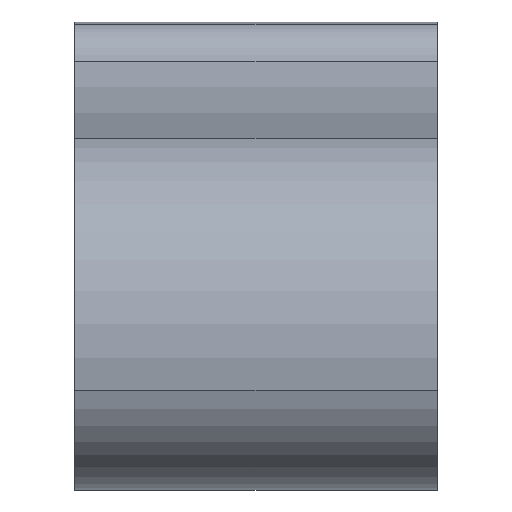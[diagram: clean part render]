
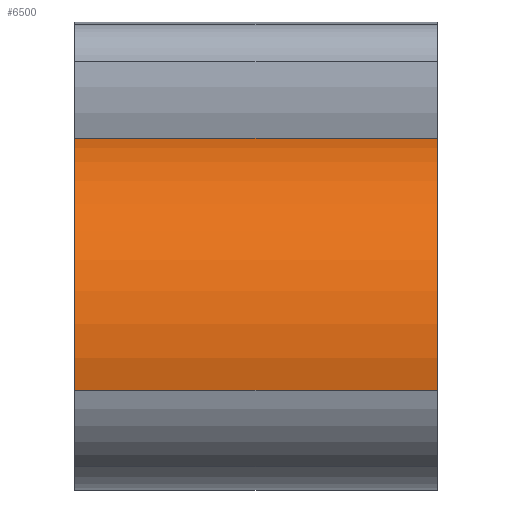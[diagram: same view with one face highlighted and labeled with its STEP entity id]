
A CAD part, top view. The second image highlights one B-rep face of the part: STEP entity #6500.
In plain terms, the highlighted cylindrical face has radius 7 mm (diameter 14 mm), a partial arc.
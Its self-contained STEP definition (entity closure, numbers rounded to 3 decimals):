
#1390=CARTESIAN_POINT('',(0.,6.393,4.856));
#1400=VERTEX_POINT('',#1390);
#1430=CARTESIAN_POINT('',(0.,-0.445,3.361));
#1440=DIRECTION('',(-1.,0.,0.));
#1450=DIRECTION('',(0.,0.,1.));
#1460=AXIS2_PLACEMENT_3D('',#1430,#1440,#1450);
#1470=CIRCLE('',#1460,7.);
#1480=CARTESIAN_POINT('',(0.,-1.971,10.193));
#1490=VERTEX_POINT('',#1480);
#1500=EDGE_CURVE('',#1490,#1400,#1470,.T.);
#3950=CARTESIAN_POINT('',(12.,-1.971,10.193));
#3960=VERTEX_POINT('',#3950);
#3990=CARTESIAN_POINT('',(12.,-0.445,3.361));
#4000=DIRECTION('',(-1.,0.,0.));
#4010=DIRECTION('',(0.,0.,1.));
#4020=AXIS2_PLACEMENT_3D('',#3990,#4000,#4010);
#4030=CIRCLE('',#4020,7.);
#4040=CARTESIAN_POINT('',(12.,6.393,4.856));
#4050=VERTEX_POINT('',#4040);
#4060=EDGE_CURVE('',#3960,#4050,#4030,.T.);
#6160=CARTESIAN_POINT('',(0.,-1.971,10.193));
#6170=DIRECTION('',(1.,0.,0.));
#6180=VECTOR('',#6170,1.);
#6190=LINE('',#6160,#6180);
#6200=EDGE_CURVE('',#1490,#3960,#6190,.T.);
#6340=CARTESIAN_POINT('',(0.,-0.445,3.361));
#6350=DIRECTION('',(-1.,0.,0.));
#6360=DIRECTION('',(0.,0.,1.));
#6370=AXIS2_PLACEMENT_3D('',#6340,#6350,#6360);
#6380=CYLINDRICAL_SURFACE('',#6370,7.);
#6390=CARTESIAN_POINT('',(0.,6.393,4.856));
#6400=DIRECTION('',(-1.,0.,0.));
#6410=VECTOR('',#6400,1.);
#6420=LINE('',#6390,#6410);
#6430=EDGE_CURVE('',#4050,#1400,#6420,.T.);
#6440=ORIENTED_EDGE('',*,*,#6430,.T.);
#6450=ORIENTED_EDGE('',*,*,#4060,.T.);
#6460=ORIENTED_EDGE('',*,*,#6200,.T.);
#6470=ORIENTED_EDGE('',*,*,#1500,.F.);
#6480=EDGE_LOOP('',(#6470,#6460,#6450,#6440));
#6490=FACE_OUTER_BOUND('',#6480,.T.);
#6500=ADVANCED_FACE('',(#6490),#6380,.T.);
